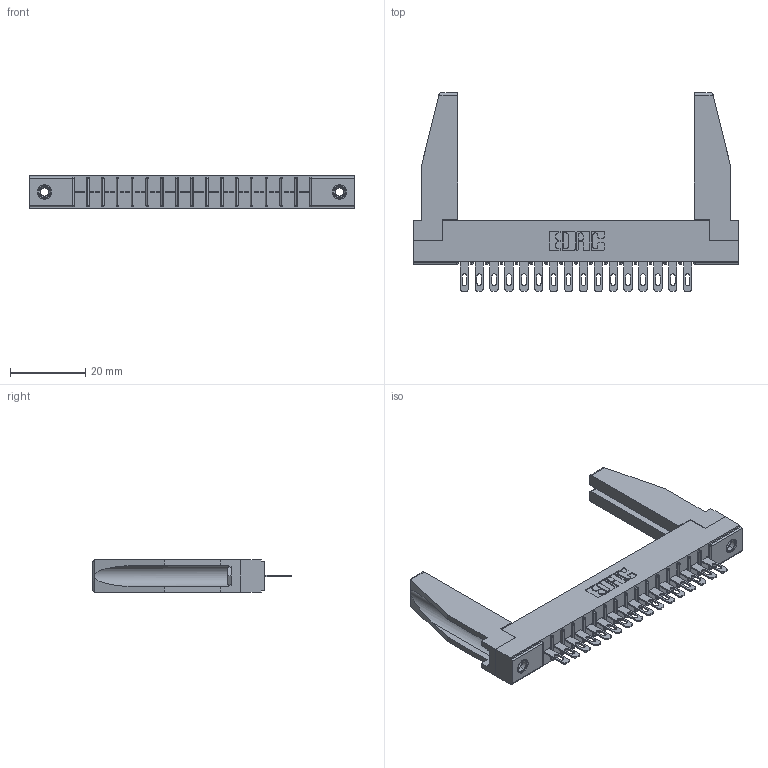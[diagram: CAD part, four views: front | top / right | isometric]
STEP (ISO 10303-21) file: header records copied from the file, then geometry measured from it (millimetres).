
FILE_DESCRIPTION (( 'STEP AP203' ), '1' );
FILE_NAME ('316-016-500-178.STEP', '2018-07-31T00:57:30', ( '' ), ( '' ), 'SwSTEP 2.0', 'SolidWorks 2016', '' );
FILE_SCHEMA (( 'CONFIG_CONTROL_DESIGN' ));
Length unit declared in the file: inch
Products named in the file (5): 307-220-078; 316-016-500-178; 306 Part_.156 Dia; 306-290-001_100; 345-250-001_345-250-001-102
Assembly tree (21 placements, depth 2):
  316-016-500-178
    306 Part_.156 Dia
    306-290-001_100  x16
    345-250-001_345-250-001-102  x2
    307-220-078  x2
Bounding box: 86.41 x 52.91 x 8.71 mm (x, y, z)
Volume: 9932.1 mm3; surface area: 12665.8 mm2
Topology: 21 solids, 21 shells, 1462 faces, 4086 edges, 2628 vertices
Faces by surface type: plane 952, cylinder 430, sphere 64, cone 12, torus 4
Entity records: 20892 total; most frequent: CARTESIAN_POINT 3505, ORIENTED_EDGE 3430, DIRECTION 3411, EDGE_CURVE 1715, VECTOR 1327, LINE 1327, VERTEX_POINT 1094, AXIS2_PLACEMENT_3D 1042
